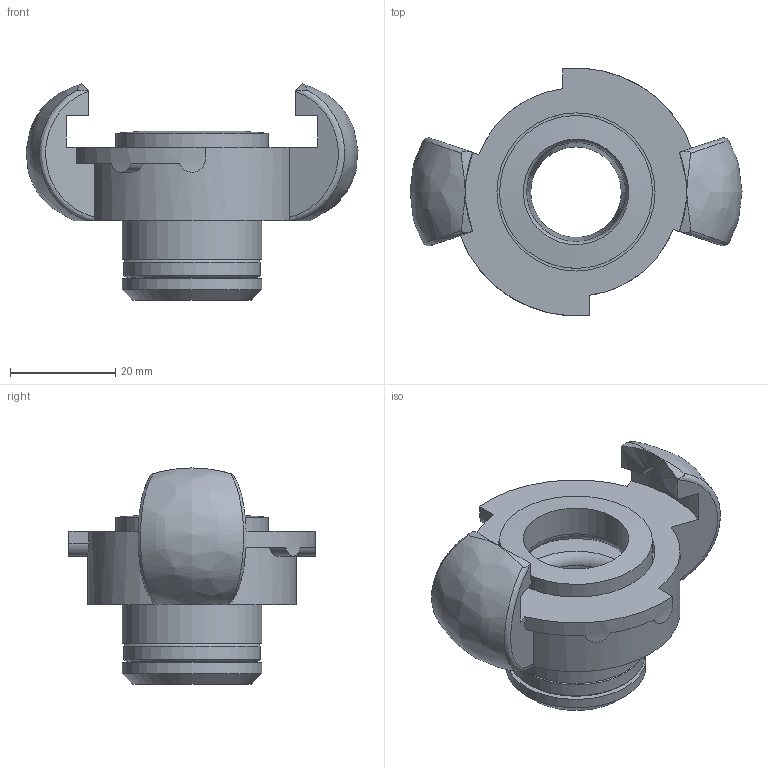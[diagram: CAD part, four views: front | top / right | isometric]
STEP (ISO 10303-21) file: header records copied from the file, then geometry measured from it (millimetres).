
FILE_DESCRIPTION(/* description */ (''),/* implementation_level */ '2;1');
FILE_NAME(/* name */ 'kago_34.stp',/* time_stamp */ '2020-03-31T12:41:38+02:00',/* author */ ('schnellinger'),/* organization */ (''),/* preprocessor_version */ 'ST-DEVELOPER v17',/* originating_system */ 'Autodesk Inventor 2018',/* authorisation */ '0 mm^3');
FILE_SCHEMA (('AUTOMOTIVE_DESIGN { 1 0 10303 214 3 1 1 }'));
Length unit declared in the file: millimetre
Products named in the file (1): ENG-002599_Shrinkwrap_1
Bounding box: 62.97 x 47 x 41 mm (x, y, z)
Volume: 24203.1 mm3; surface area: 13963.5 mm2
Topology: 3 solids, 3 shells, 68 faces, 180 edges, 123 vertices
Faces by surface type: plane 25, cylinder 24, cone 7, bspline 6, sphere 4, torus 2
Full cylindrical faces by diameter (mm): 20 x1, 23 x1, 23.1 x1, 26 x1, 26.441 x2, 29 x1, 30 x1, 34.5 x1, 35 x1
Entity records: 2908 total; most frequent: CARTESIAN_POINT 1097, ORIENTED_EDGE 360, DIRECTION 339, EDGE_CURVE 180, AXIS2_PLACEMENT_3D 140, VERTEX_POINT 123, EDGE_LOOP 79, CIRCLE 77
